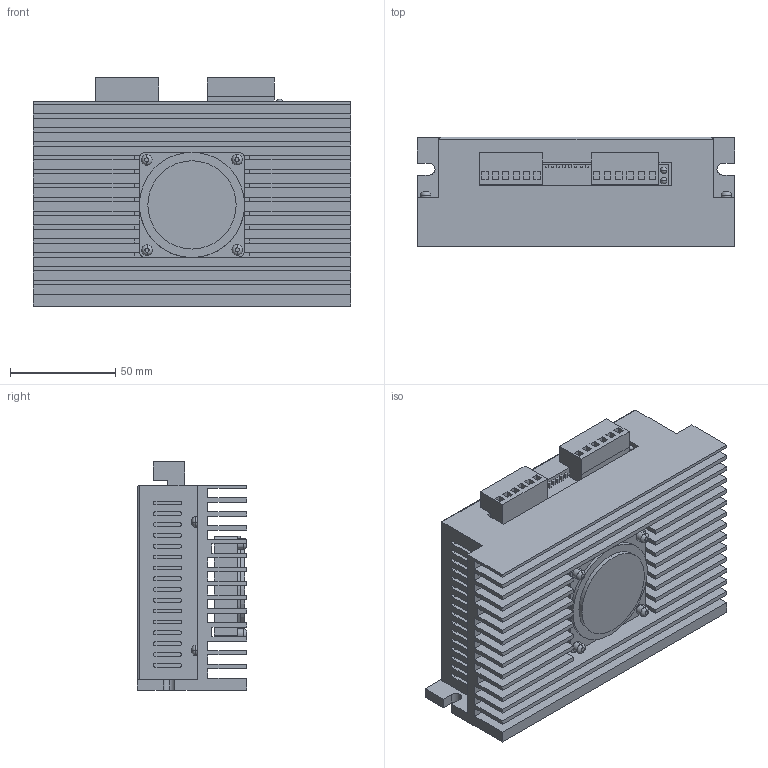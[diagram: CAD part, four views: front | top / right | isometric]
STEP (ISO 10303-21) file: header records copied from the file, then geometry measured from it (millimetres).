
FILE_DESCRIPTION (( 'STEP AP203' ), '1' );
FILE_NAME ('R86.STEP', '2023-10-17T03:05:12', ( '' ), ( '' ), 'SwSTEP 2.0', 'SolidWorks 2020', '' );
FILE_SCHEMA (( 'CONFIG_CONTROL_DESIGN' ));
Length unit declared in the file: millimetre
Products named in the file (1): R86
Bounding box: 151 x 52 x 108.7 mm (x, y, z)
Volume: 560748.5 mm3; surface area: 132593.2 mm2
Topology: 1 solids, 1 shells, 524 faces, 1324 edges, 860 vertices
Faces by surface type: plane 382, cylinder 122, torus 16, sphere 4
Entity records: 15639 total; most frequent: CARTESIAN_POINT 2703, DIRECTION 2650, ORIENTED_EDGE 2632, EDGE_CURVE 1316, LINE 1028, VECTOR 1028, VERTEX_POINT 856, AXIS2_PLACEMENT_3D 811
